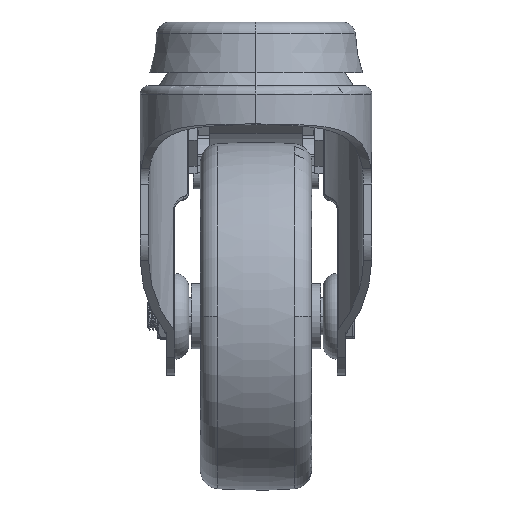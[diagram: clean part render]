
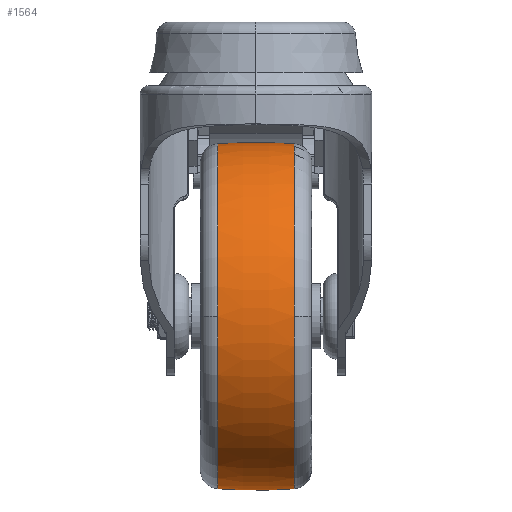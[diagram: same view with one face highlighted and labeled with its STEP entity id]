
A CAD part, left-side view. The second image highlights one B-rep face of the part: STEP entity #1564.
In plain terms, the highlighted toroidal (fillet/blend) face has major radius 76.49 mm and minor radius 113.99 mm.
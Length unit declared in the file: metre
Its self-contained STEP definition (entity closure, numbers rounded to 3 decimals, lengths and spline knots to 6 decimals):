
#1564=ADVANCED_FACE('',(#2694),#2695,.T.);
#2694=FACE_OUTER_BOUND('',#7336,.T.);
#2695=TOROIDAL_SURFACE('',#7337,-0.07649,0.11399);
#7336=EDGE_LOOP('',(#18368,#18369,#18370,#18371,#18372,#18373));
#7337=AXIS2_PLACEMENT_3D('',#18374,#18375,#18376);
#18368=ORIENTED_EDGE('',*,*,#21275,.F.);
#18369=ORIENTED_EDGE('',*,*,#21276,.F.);
#18370=ORIENTED_EDGE('',*,*,#21277,.F.);
#18371=ORIENTED_EDGE('',*,*,#21278,.F.);
#18372=ORIENTED_EDGE('',*,*,#21279,.F.);
#18373=ORIENTED_EDGE('',*,*,#21271,.F.);
#18374=CARTESIAN_POINT('',(0.,0.,0.));
#18375=DIRECTION('',(0.,1.0,0.));
#18376=DIRECTION('',(-1.0,0.,0.));
#21271=EDGE_CURVE('',#23619,#23621,#23622,.T.);
#21275=EDGE_CURVE('',#23628,#23619,#23629,.T.);
#21276=EDGE_CURVE('',#23630,#23628,#23631,.T.);
#21277=EDGE_CURVE('',#23632,#23630,#23633,.T.);
#21278=EDGE_CURVE('',#23634,#23632,#23635,.T.);
#21279=EDGE_CURVE('',#23621,#23634,#23636,.T.);
#23619=VERTEX_POINT('',#27974);
#23621=VERTEX_POINT('',#27976);
#23622=CIRCLE('',#27977,0.037198);
#23628=VERTEX_POINT('',#27983);
#23629=CIRCLE('',#27984,0.11399);
#23630=VERTEX_POINT('',#27985);
#23631=CIRCLE('',#27986,0.037198);
#23632=VERTEX_POINT('',#27987);
#23633=CIRCLE('',#27988,0.037198);
#23634=VERTEX_POINT('',#27989);
#23635=CIRCLE('',#27990,0.11399);
#23636=CIRCLE('',#27991,0.037198);
#27974=CARTESIAN_POINT('',(0.037198,0.008291,0.));
#27976=CARTESIAN_POINT('',(0.,0.008291,-0.037198));
#27977=AXIS2_PLACEMENT_3D('',#39965,#39966,#39967);
#27983=CARTESIAN_POINT('',(0.037198,-0.008291,0.));
#27984=AXIS2_PLACEMENT_3D('',#39977,#39978,#39979);
#27985=CARTESIAN_POINT('',(0.,-0.008291,-0.037198));
#27986=AXIS2_PLACEMENT_3D('',#39980,#39981,#39982);
#27987=CARTESIAN_POINT('',(-0.037198,-0.008291,0.));
#27988=AXIS2_PLACEMENT_3D('',#39983,#39984,#39985);
#27989=CARTESIAN_POINT('',(-0.037198,0.008291,0.));
#27990=AXIS2_PLACEMENT_3D('',#39986,#39987,#39988);
#27991=AXIS2_PLACEMENT_3D('',#39989,#39990,#39991);
#39965=CARTESIAN_POINT('',(0.,0.008291,0.));
#39966=DIRECTION('',(0.,1.0,0.));
#39967=DIRECTION('',(-1.0,0.,0.));
#39977=CARTESIAN_POINT('',(-0.07649,0.,0.));
#39978=DIRECTION('',(0.,0.,1.0));
#39979=DIRECTION('',(1.0,0.,0.));
#39980=CARTESIAN_POINT('',(0.,-0.008291,0.));
#39981=DIRECTION('',(0.,-1.0,0.));
#39982=DIRECTION('',(1.0,0.,0.));
#39983=CARTESIAN_POINT('',(0.,-0.008291,0.));
#39984=DIRECTION('',(0.,-1.0,0.));
#39985=DIRECTION('',(1.0,0.,0.));
#39986=CARTESIAN_POINT('',(0.07649,0.,0.));
#39987=DIRECTION('',(0.,0.,1.0));
#39988=DIRECTION('',(-1.0,0.,0.));
#39989=CARTESIAN_POINT('',(0.,0.008291,0.));
#39990=DIRECTION('',(0.,1.0,0.));
#39991=DIRECTION('',(-1.0,0.,0.));
